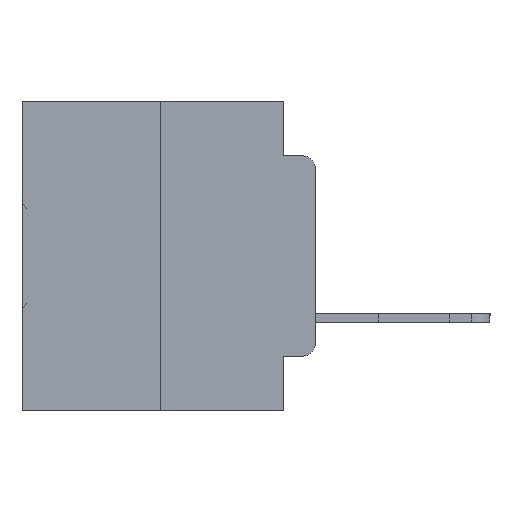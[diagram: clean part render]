
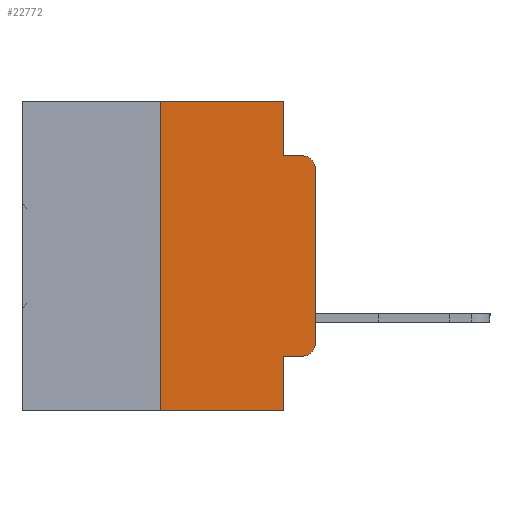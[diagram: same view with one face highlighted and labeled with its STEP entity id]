
A CAD part, left-side view. The second image highlights one B-rep face of the part: STEP entity #22772.
In plain terms, the highlighted planar face has unit normal (-1, 0, 0).
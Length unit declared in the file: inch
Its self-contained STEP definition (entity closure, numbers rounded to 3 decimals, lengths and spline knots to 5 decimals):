
#461 = VERTEX_POINT ( 'NONE', #25878 ) ;
#558 = ORIENTED_EDGE ( 'NONE', *, *, #14414, .T. ) ;
#1205 = AXIS2_PLACEMENT_3D ( 'NONE', #23170, #25698, #10342 ) ;
#1359 = ORIENTED_EDGE ( 'NONE', *, *, #7184, .F. ) ;
#1912 = DIRECTION ( 'NONE',  ( 0., -1., 0. ) ) ;
#2319 = LINE ( 'NONE', #15462, #3167 ) ;
#2354 = DIRECTION ( 'NONE',  ( 0., 0., 1. ) ) ;
#3167 = VECTOR ( 'NONE', #2354, 39.37008 ) ;
#3192 = EDGE_CURVE ( 'NONE', #8296, #461, #10171, .T. ) ;
#4834 = CARTESIAN_POINT ( 'NONE',  ( 0., 0.051, -0.4115 ) ) ;
#5013 = PLANE ( 'NONE',  #1205 ) ;
#5112 = DIRECTION ( 'NONE',  ( 0., -1., 0. ) ) ;
#6218 = ORIENTED_EDGE ( 'NONE', *, *, #21523, .T. ) ;
#7184 = EDGE_CURVE ( 'NONE', #11324, #23050, #24327, .T. ) ;
#7324 = DIRECTION ( 'NONE',  ( -1., 0., 0. ) ) ;
#8296 = VERTEX_POINT ( 'NONE', #32130 ) ;
#8352 = VERTEX_POINT ( 'NONE', #19710 ) ;
#9321 = ORIENTED_EDGE ( 'NONE', *, *, #16154, .T. ) ;
#9519 = DIRECTION ( 'NONE',  ( 0., 0., 1. ) ) ;
#9746 = CARTESIAN_POINT ( 'NONE',  ( 0., 0.473, 0. ) ) ;
#9757 = CARTESIAN_POINT ( 'NONE',  ( 0., 0.02, -0.3915 ) ) ;
#9855 = DIRECTION ( 'NONE',  ( 0., -1., 0. ) ) ;
#9955 = ORIENTED_EDGE ( 'NONE', *, *, #21332, .F. ) ;
#10171 = LINE ( 'NONE', #4834, #23055 ) ;
#10342 = DIRECTION ( 'NONE',  ( 0., 0., -1. ) ) ;
#10452 = AXIS2_PLACEMENT_3D ( 'NONE', #22825, #7324, #25371 ) ;
#10959 = ORIENTED_EDGE ( 'NONE', *, *, #33217, .F. ) ;
#11324 = VERTEX_POINT ( 'NONE', #23049 ) ;
#11587 = CARTESIAN_POINT ( 'NONE',  ( 0., 0.02, -0.0885 ) ) ;
#11685 = DIRECTION ( 'NONE',  ( 0., 0., -1. ) ) ;
#12382 = DIRECTION ( 'NONE',  ( 0., 0., -1. ) ) ;
#13225 = EDGE_LOOP ( 'NONE', ( #558, #9321, #22220, #9955, #1359, #32743, #6218, #10959, #21649, #25384 ) ) ;
#13796 = EDGE_CURVE ( 'NONE', #461, #24070, #21950, .T. ) ;
#14055 = CARTESIAN_POINT ( 'NONE',  ( 0., 0., -0.1085 ) ) ;
#14414 = EDGE_CURVE ( 'NONE', #24070, #33328, #2319, .T. ) ;
#15462 = CARTESIAN_POINT ( 'NONE',  ( 0., 0., 0. ) ) ;
#16154 = EDGE_CURVE ( 'NONE', #33328, #20458, #23548, .T. ) ;
#17459 = LINE ( 'NONE', #29425, #25040 ) ;
#17567 = VECTOR ( 'NONE', #9855, 39.37008 ) ;
#17745 = FACE_OUTER_BOUND ( 'NONE', #13225, .T. ) ;
#18654 = VECTOR ( 'NONE', #1912, 39.37008 ) ;
#19626 = EDGE_CURVE ( 'NONE', #23752, #20458, #24530, .T. ) ;
#19710 = CARTESIAN_POINT ( 'NONE',  ( 0., 0.051, -0.5 ) ) ;
#20458 = VERTEX_POINT ( 'NONE', #11587 ) ;
#21332 = EDGE_CURVE ( 'NONE', #23050, #23752, #17459, .T. ) ;
#21523 = EDGE_CURVE ( 'NONE', #23510, #8352, #25416, .T. ) ;
#21649 = ORIENTED_EDGE ( 'NONE', *, *, #3192, .T. ) ;
#21950 = CIRCLE ( 'NONE', #31602, 0.02 ) ;
#22220 = ORIENTED_EDGE ( 'NONE', *, *, #19626, .F. ) ;
#22361 = CARTESIAN_POINT ( 'NONE',  ( 0., 0.25, 0. ) ) ;
#22772 = ADVANCED_FACE ( 'NONE', ( #17745 ), #5013, .F. ) ;
#22825 = CARTESIAN_POINT ( 'NONE',  ( 0., 0.02, -0.1085 ) ) ;
#23049 = CARTESIAN_POINT ( 'NONE',  ( 0., 0.25, 0. ) ) ;
#23050 = VERTEX_POINT ( 'NONE', #26679 ) ;
#23055 = VECTOR ( 'NONE', #5112, 39.37008 ) ;
#23170 = CARTESIAN_POINT ( 'NONE',  ( 0., 0.473, 0. ) ) ;
#23510 = VERTEX_POINT ( 'NONE', #26104 ) ;
#23548 = CIRCLE ( 'NONE', #10452, 0.02 ) ;
#23752 = VERTEX_POINT ( 'NONE', #28018 ) ;
#23933 = CARTESIAN_POINT ( 'NONE',  ( 0., 0.051, 0. ) ) ;
#24070 = VERTEX_POINT ( 'NONE', #24342 ) ;
#24305 = VECTOR ( 'NONE', #9519, 39.37008 ) ;
#24327 = LINE ( 'NONE', #9746, #17567 ) ;
#24342 = CARTESIAN_POINT ( 'NONE',  ( 0., 0., -0.3915 ) ) ;
#24530 = LINE ( 'NONE', #26192, #30476 ) ;
#24574 = VECTOR ( 'NONE', #26486, 39.37008 ) ;
#25040 = VECTOR ( 'NONE', #11685, 39.37008 ) ;
#25371 = DIRECTION ( 'NONE',  ( 0., 0., -1. ) ) ;
#25384 = ORIENTED_EDGE ( 'NONE', *, *, #13796, .T. ) ;
#25416 = LINE ( 'NONE', #32852, #18654 ) ;
#25698 = DIRECTION ( 'NONE',  ( 1., 0., 0. ) ) ;
#25878 = CARTESIAN_POINT ( 'NONE',  ( 0., 0.02, -0.4115 ) ) ;
#26104 = CARTESIAN_POINT ( 'NONE',  ( 0., 0.25, -0.5 ) ) ;
#26192 = CARTESIAN_POINT ( 'NONE',  ( 0., 0.051, -0.0885 ) ) ;
#26440 = EDGE_CURVE ( 'NONE', #23510, #11324, #31049, .T. ) ;
#26486 = DIRECTION ( 'NONE',  ( 0., 0., -1. ) ) ;
#26679 = CARTESIAN_POINT ( 'NONE',  ( 0., 0.051, 0. ) ) ;
#27679 = DIRECTION ( 'NONE',  ( -1., 0., 0. ) ) ;
#28018 = CARTESIAN_POINT ( 'NONE',  ( 0., 0.051, -0.0885 ) ) ;
#28713 = DIRECTION ( 'NONE',  ( 0., -1., 0. ) ) ;
#29425 = CARTESIAN_POINT ( 'NONE',  ( 0., 0.051, 0. ) ) ;
#30476 = VECTOR ( 'NONE', #28713, 39.37008 ) ;
#31049 = LINE ( 'NONE', #22361, #24305 ) ;
#31324 = LINE ( 'NONE', #23933, #24574 ) ;
#31602 = AXIS2_PLACEMENT_3D ( 'NONE', #9757, #27679, #12382 ) ;
#32130 = CARTESIAN_POINT ( 'NONE',  ( 0., 0.051, -0.4115 ) ) ;
#32743 = ORIENTED_EDGE ( 'NONE', *, *, #26440, .F. ) ;
#32852 = CARTESIAN_POINT ( 'NONE',  ( 0., 0.473, -0.5 ) ) ;
#33217 = EDGE_CURVE ( 'NONE', #8296, #8352, #31324, .T. ) ;
#33328 = VERTEX_POINT ( 'NONE', #14055 ) ;
